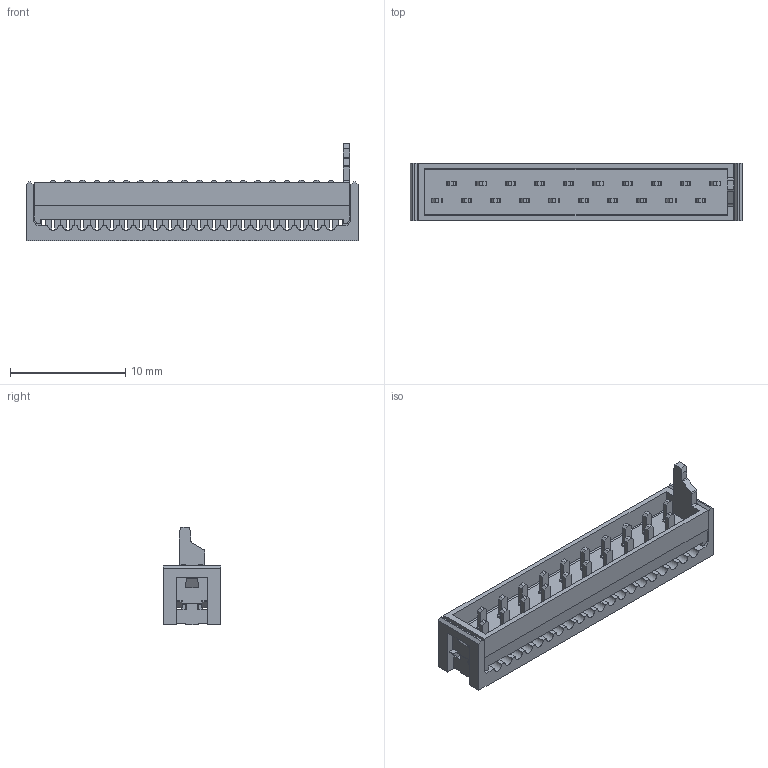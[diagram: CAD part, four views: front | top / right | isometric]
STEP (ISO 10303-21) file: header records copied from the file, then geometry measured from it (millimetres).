
FILE_DESCRIPTION(/* description */ ('Unknown'),/* implementation_level */ '2;1');
FILE_NAME(/* name */ '690157002072',/* time_stamp */ '2017-03-30T17:36:43+02:00',/* author */ ('Unknown'),/* organization */ ('Unknown'),/* preprocessor_version */ 'ST-DEVELOPER v16.7',/* originating_system */ 'DEX',/* authorisation */ $);
FILE_SCHEMA (('AUTOMOTIVE_DESIGN {1 0 10303 214 3 1 1}'));
Length unit declared in the file: millimetre
Products named in the file (4): 69015700xx72; 690157002072; 690157002072_Cover; 69015700xx72_Pin
Assembly tree (22 placements, depth 2):
  69015700xx72
    690157002072
    690157002072_Cover
    69015700xx72_Pin  x20
Bounding box: 28.83 x 5 x 8.5 mm (x, y, z)
Volume: 406.6 mm3; surface area: 1557.8 mm2
Topology: 22 solids, 22 shells, 1148 faces, 3438 edges, 2292 vertices
Faces by surface type: plane 802, cylinder 346
Entity records: 16688 total; most frequent: ORIENTED_EDGE 3000, CARTESIAN_POINT 2987, DIRECTION 2596, EDGE_CURVE 1500, LINE 1378, VECTOR 1378, VERTEX_POINT 1000, AXIS2_PLACEMENT_3D 609
